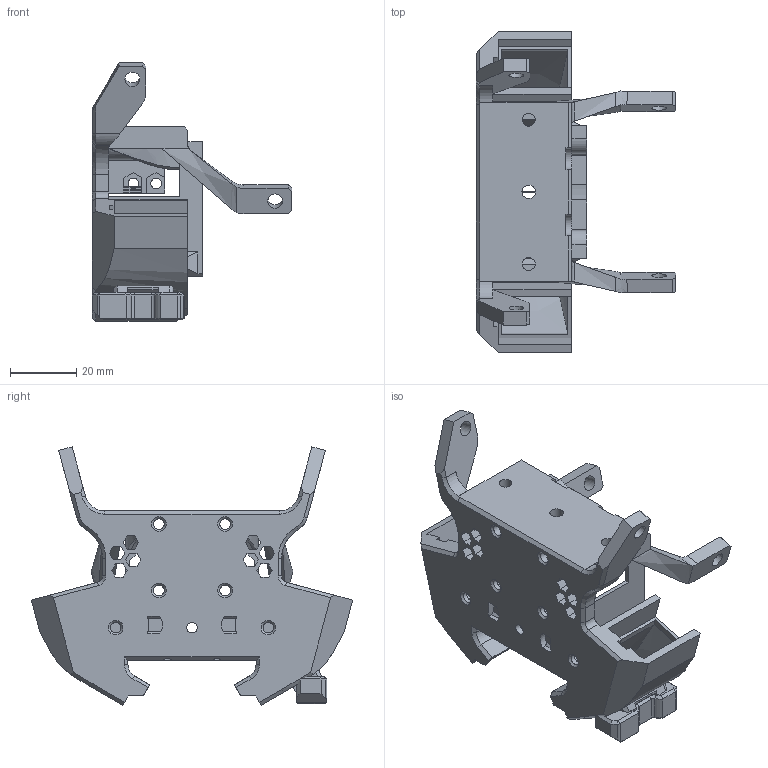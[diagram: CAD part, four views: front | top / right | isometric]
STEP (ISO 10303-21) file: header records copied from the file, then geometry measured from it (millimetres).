
FILE_DESCRIPTION(/* description */ ('STEP AP242','CAx-IF Rec.Pracs.---Representation and Presentation of Product Manufacturing Information (PMI)---4.0---2014-10-13','CAx-IF Rec.Pracs.---3D Tessellated Geometry---0.4---2014-09-14','2;1'),/* implementation_level */ '2;1');
FILE_NAME(/* name */ '658b930f176b29606f45fd07',/* time_stamp */ '2023-12-27T02:59:29Z',/* author */ (''),/* organization */ (''),/* preprocessor_version */ 'ST-DEVELOPER v19.4',/* originating_system */ ' ',/* authorisation */ ' ');
FILE_SCHEMA (('AP242_MANAGED_MODEL_BASED_3D_ENGINEERING_MIM_LF { 1 0 10303 442 1 1 4 }'));
Length unit declared in the file: metre
Products named in the file (3): toolhead-mk1 with quickdraw; toolhead-main-body; Quickdraw Holder
Assembly tree (2 placements, depth 2):
  toolhead-mk1 with quickdraw
    toolhead-main-body
    Quickdraw Holder
Bounding box: 60.1 x 96.78 x 77.86 mm (x, y, z)
Volume: 52007.4 mm3; surface area: 31457.8 mm2
Topology: 2 solids, 2 shells, 634 faces, 1759 edges, 1116 vertices
Faces by surface type: plane 437, cylinder 94, bspline 62, cone 41
Full cylindrical faces by diameter (mm): 2 x2, 3.2 x13, 3.9 x2, 4 x2, 4.05 x1, 4.5 x4, 5.1 x2, 6.5 x2
Entity records: 21614 total; most frequent: CARTESIAN_POINT 5738, ORIENTED_EDGE 3390, DIRECTION 2924, EDGE_CURVE 1695, LINE 1244, VECTOR 1244, VERTEX_POINT 1098, AXIS2_PLACEMENT_3D 840
